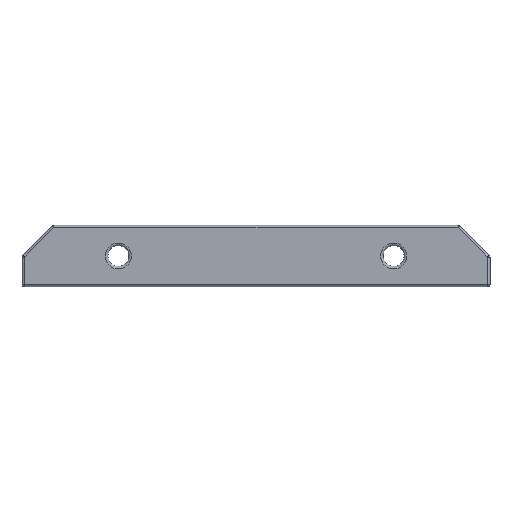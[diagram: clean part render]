
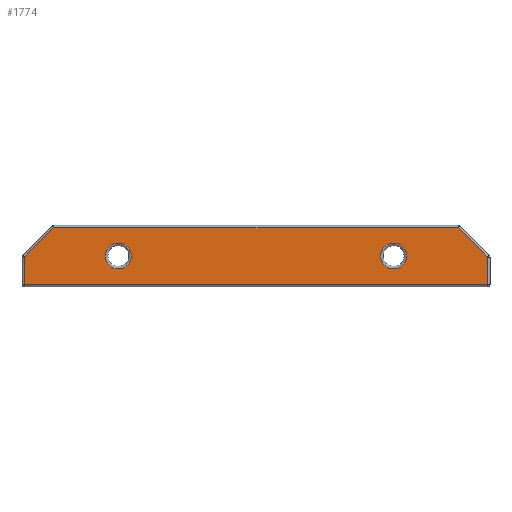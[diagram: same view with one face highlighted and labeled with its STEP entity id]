
A CAD part, front view. The second image highlights one B-rep face of the part: STEP entity #1774.
In plain terms, the highlighted planar face has unit normal (0, -1, 0).
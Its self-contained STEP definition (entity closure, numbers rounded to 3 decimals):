
#65=FACE_BOUND('',#415,.T.);
#66=FACE_BOUND('',#416,.T.);
#75=LINE('',#6786,#151);
#76=LINE('',#6788,#152);
#77=LINE('',#6790,#153);
#78=LINE('',#6792,#154);
#79=LINE('',#6794,#155);
#80=LINE('',#6795,#156);
#151=VECTOR('',#2179,10.);
#152=VECTOR('',#2180,10.);
#153=VECTOR('',#2181,10.);
#154=VECTOR('',#2182,10.);
#155=VECTOR('',#2183,10.);
#156=VECTOR('',#2184,10.);
#227=PLANE('',#1913);
#294=FACE_OUTER_BOUND('',#414,.T.);
#414=EDGE_LOOP('',(#1275,#1276,#1277,#1278,#1279,#1280));
#415=EDGE_LOOP('',(#1281));
#416=EDGE_LOOP('',(#1282));
#545=CIRCLE('',#1910,2.1);
#548=CIRCLE('',#1914,2.1);
#783=VERTEX_POINT('',#6778);
#785=VERTEX_POINT('',#6784);
#786=VERTEX_POINT('',#6785);
#787=VERTEX_POINT('',#6787);
#788=VERTEX_POINT('',#6789);
#789=VERTEX_POINT('',#6791);
#790=VERTEX_POINT('',#6793);
#791=VERTEX_POINT('',#6796);
#969=EDGE_CURVE('',#783,#783,#545,.T.);
#972=EDGE_CURVE('',#785,#786,#75,.T.);
#973=EDGE_CURVE('',#787,#785,#76,.T.);
#974=EDGE_CURVE('',#788,#787,#77,.T.);
#975=EDGE_CURVE('',#789,#788,#78,.T.);
#976=EDGE_CURVE('',#790,#789,#79,.T.);
#977=EDGE_CURVE('',#786,#790,#80,.T.);
#978=EDGE_CURVE('',#791,#791,#548,.T.);
#1275=ORIENTED_EDGE('',*,*,#972,.F.);
#1276=ORIENTED_EDGE('',*,*,#973,.F.);
#1277=ORIENTED_EDGE('',*,*,#974,.F.);
#1278=ORIENTED_EDGE('',*,*,#975,.F.);
#1279=ORIENTED_EDGE('',*,*,#976,.F.);
#1280=ORIENTED_EDGE('',*,*,#977,.F.);
#1281=ORIENTED_EDGE('',*,*,#978,.F.);
#1282=ORIENTED_EDGE('',*,*,#969,.F.);
#1774=ADVANCED_FACE('',(#294,#65,#66),#227,.T.);
#1910=AXIS2_PLACEMENT_3D('',#6779,#2171,#2172);
#1913=AXIS2_PLACEMENT_3D('',#6783,#2177,#2178);
#1914=AXIS2_PLACEMENT_3D('',#6797,#2185,#2186);
#2171=DIRECTION('center_axis',(0.,-1.,0.));
#2172=DIRECTION('ref_axis',(0.,0.,1.));
#2177=DIRECTION('center_axis',(0.,-1.,0.));
#2178=DIRECTION('ref_axis',(1.,0.,0.));
#2179=DIRECTION('',(-1.,0.,0.));
#2180=DIRECTION('',(0.,0.,-1.));
#2181=DIRECTION('',(0.707,0.,-0.707));
#2182=DIRECTION('',(1.,0.,0.));
#2183=DIRECTION('',(0.707,0.,0.707));
#2184=DIRECTION('',(0.,0.,1.));
#2185=DIRECTION('center_axis',(0.,-1.,0.));
#2186=DIRECTION('ref_axis',(0.,0.,1.));
#6778=CARTESIAN_POINT('',(25.5,0.,28.4));
#6779=CARTESIAN_POINT('Origin',(25.5,0.,30.5));
#6783=CARTESIAN_POINT('Origin',(-35.25,0.,25.5));
#6784=CARTESIAN_POINT('',(40.85,0.,25.9));
#6785=CARTESIAN_POINT('',(-34.85,0.,25.9));
#6786=CARTESIAN_POINT('',(-16.125,0.,25.9));
#6787=CARTESIAN_POINT('',(40.85,0.,30.334));
#6788=CARTESIAN_POINT('',(40.85,0.,25.5));
#6789=CARTESIAN_POINT('',(36.084,0.,35.1));
#6790=CARTESIAN_POINT('',(21.842,0.,49.342));
#6791=CARTESIAN_POINT('',(-30.084,0.,35.1));
#6792=CARTESIAN_POINT('',(-16.125,0.,35.1));
#6793=CARTESIAN_POINT('',(-34.85,0.,30.334));
#6794=CARTESIAN_POINT('',(-34.967,0.,30.217));
#6795=CARTESIAN_POINT('',(-34.85,0.,25.5));
#6796=CARTESIAN_POINT('',(-19.5,0.,28.4));
#6797=CARTESIAN_POINT('Origin',(-19.5,0.,30.5));
